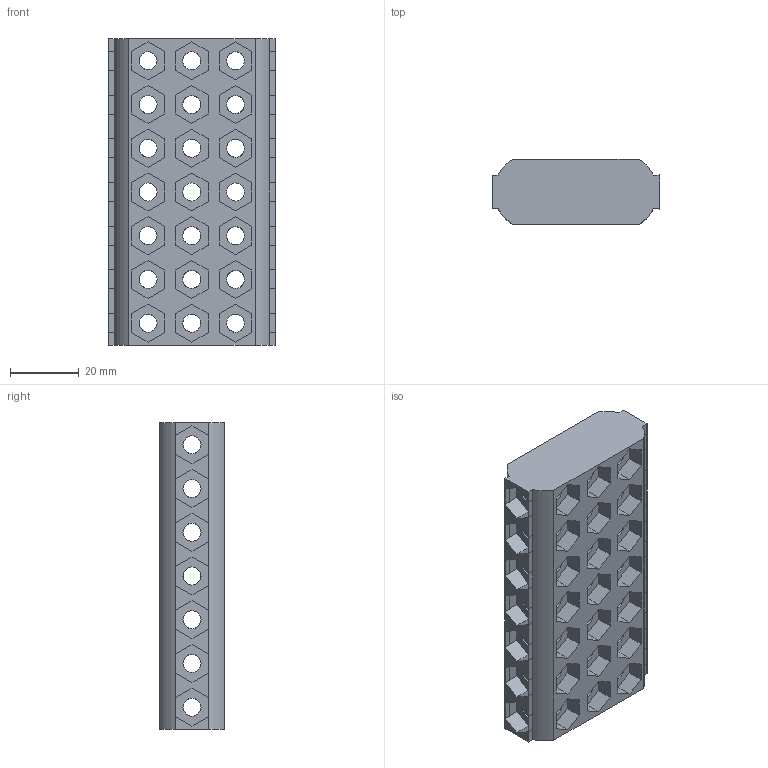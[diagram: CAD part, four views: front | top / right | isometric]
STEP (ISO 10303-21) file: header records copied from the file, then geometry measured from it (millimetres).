
FILE_DESCRIPTION(/* description */ ('STEP AP214'),/* implementation_level */ '2;1');
FILE_NAME(/* name */ '65c589b25f58383adc4ca74a',/* time_stamp */ '2024-02-09T02:10:58Z',/* author */ (''),/* organization */ (''),/* preprocessor_version */ 'ST-DEVELOPER v19.4',/* originating_system */ ' ',/* authorisation */ ' ');
FILE_SCHEMA (('AUTOMOTIVE_DESIGN {1 0 10303 214 3 1 1}'));
Length unit declared in the file: metre
Products named in the file (1): T gusset
Bounding box: 48.64 x 18.8 x 88.9 mm (x, y, z)
Volume: 46468.2 mm3; surface area: 25891.2 mm2
Topology: 1 solids, 1 shells, 480 faces, 1266 edges, 802 vertices
Faces by surface type: plane 406, cylinder 74
Full cylindrical faces by diameter (mm): 5.232 x70
Entity records: 14366 total; most frequent: CARTESIAN_POINT 2479, ORIENTED_EDGE 2392, DIRECTION 2306, EDGE_CURVE 1196, LINE 1048, VECTOR 1048, VERTEX_POINT 802, EDGE_LOOP 662
